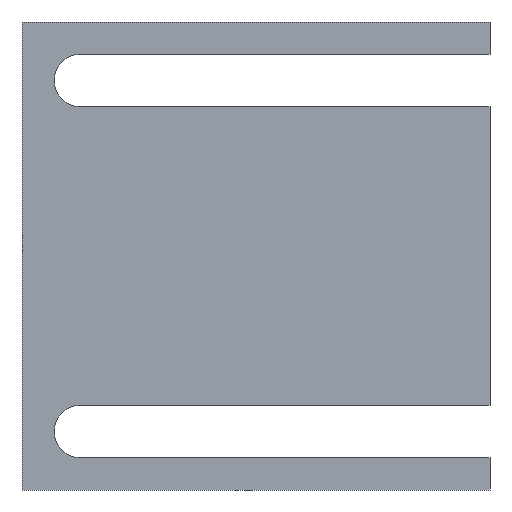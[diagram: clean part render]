
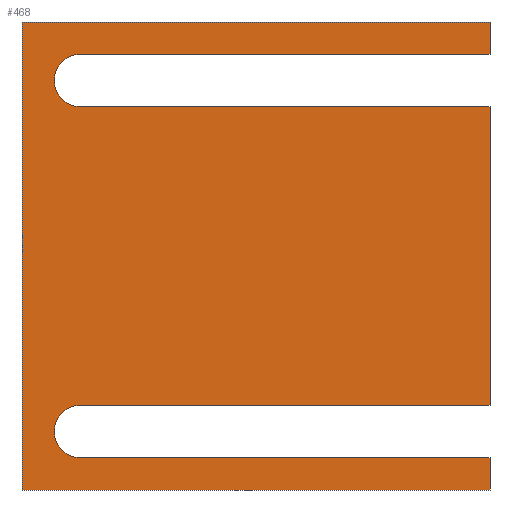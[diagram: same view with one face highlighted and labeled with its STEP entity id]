
A CAD part, left-side view. The second image highlights one B-rep face of the part: STEP entity #468.
In plain terms, the highlighted planar face has unit normal (-1, 0, 0).
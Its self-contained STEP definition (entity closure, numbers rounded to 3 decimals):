
#52 = ORIENTED_EDGE ( 'NONE', *, *, #415, .F. ) ;
#53 = ORIENTED_EDGE ( 'NONE', *, *, #414, .F. ) ;
#54 = ORIENTED_EDGE ( 'NONE', *, *, #412, .F. ) ;
#55 = ORIENTED_EDGE ( 'NONE', *, *, #410, .F. ) ;
#56 = ORIENTED_EDGE ( 'NONE', *, *, #408, .F. ) ;
#57 = ORIENTED_EDGE ( 'NONE', *, *, #400, .F. ) ;
#58 = ORIENTED_EDGE ( 'NONE', *, *, #405, .F. ) ;
#59 = ORIENTED_EDGE ( 'NONE', *, *, #404, .F. ) ;
#60 = ORIENTED_EDGE ( 'NONE', *, *, #402, .F. ) ;
#61 = ORIENTED_EDGE ( 'NONE', *, *, #393, .F. ) ;
#62 = ORIENTED_EDGE ( 'NONE', *, *, #397, .F. ) ;
#63 = ORIENTED_EDGE ( 'NONE', *, *, #416, .F. ) ;
#67 = EDGE_LOOP ( 'NONE', ( #52, #53, #54, #55, #56, #57, #58, #59, #60, #61, #62, #63 ) ) ;
#135 = CIRCLE ( 'NONE', #427, 9. ) ;
#140 = LINE ( 'NONE', #318, #141 ) ;
#141 = VECTOR ( 'NONE', #319, 1000. ) ;
#148 = CIRCLE ( 'NONE', #431, 9. ) ;
#149 = LINE ( 'NONE', #329, #150 ) ;
#150 = VECTOR ( 'NONE', #330, 1000. ) ;
#153 = LINE ( 'NONE', #333, #154 ) ;
#154 = VECTOR ( 'NONE', #334, 1000. ) ;
#155 = LINE ( 'NONE', #335, #156 ) ;
#156 = VECTOR ( 'NONE', #336, 1000. ) ;
#161 = LINE ( 'NONE', #341, #162 ) ;
#162 = VECTOR ( 'NONE', #342, 1000. ) ;
#165 = LINE ( 'NONE', #345, #166 ) ;
#166 = VECTOR ( 'NONE', #346, 1000. ) ;
#169 = LINE ( 'NONE', #349, #170 ) ;
#170 = VECTOR ( 'NONE', #350, 1000. ) ;
#173 = LINE ( 'NONE', #353, #174 ) ;
#174 = VECTOR ( 'NONE', #354, 1000. ) ;
#175 = LINE ( 'NONE', #355, #176 ) ;
#176 = VECTOR ( 'NONE', #356, 1000. ) ;
#177 = LINE ( 'NONE', #358, #178 ) ;
#178 = VECTOR ( 'NONE', #359, 1000. ) ;
#181 = FACE_OUTER_BOUND ( 'NONE', #67, .T. ) ;
#196 = VERTEX_POINT ( 'NONE', #254 ) ;
#197 = VERTEX_POINT ( 'NONE', #253 ) ;
#198 = VERTEX_POINT ( 'NONE', #262 ) ;
#199 = VERTEX_POINT ( 'NONE', #250 ) ;
#200 = VERTEX_POINT ( 'NONE', #263 ) ;
#201 = VERTEX_POINT ( 'NONE', #249 ) ;
#204 = VERTEX_POINT ( 'NONE', #261 ) ;
#219 = VERTEX_POINT ( 'NONE', #276 ) ;
#220 = VERTEX_POINT ( 'NONE', #277 ) ;
#221 = VERTEX_POINT ( 'NONE', #278 ) ;
#222 = VERTEX_POINT ( 'NONE', #279 ) ;
#223 = VERTEX_POINT ( 'NONE', #280 ) ;
#249 = CARTESIAN_POINT ( 'NONE',  ( 0., 140., 69. ) ) ;
#250 = CARTESIAN_POINT ( 'NONE',  ( 0., 0., 51. ) ) ;
#253 = CARTESIAN_POINT ( 'NONE',  ( 0., 140., -51. ) ) ;
#254 = CARTESIAN_POINT ( 'NONE',  ( 0., 140., -69. ) ) ;
#261 = CARTESIAN_POINT ( 'NONE',  ( 0., 0., 69. ) ) ;
#262 = CARTESIAN_POINT ( 'NONE',  ( 0., 0., -51. ) ) ;
#263 = CARTESIAN_POINT ( 'NONE',  ( 0., 140., 51. ) ) ;
#276 = CARTESIAN_POINT ( 'NONE',  ( 0., 0., -69. ) ) ;
#277 = CARTESIAN_POINT ( 'NONE',  ( 0., 0., -80. ) ) ;
#278 = CARTESIAN_POINT ( 'NONE',  ( 0., 160., -80. ) ) ;
#279 = CARTESIAN_POINT ( 'NONE',  ( 0., 160., 80. ) ) ;
#280 = CARTESIAN_POINT ( 'NONE',  ( 0., 0., 80. ) ) ;
#309 = CARTESIAN_POINT ( 'NONE',  ( 0., 140., 60. ) ) ;
#310 = DIRECTION ( 'NONE',  ( -1., 0., 0. ) ) ;
#311 = DIRECTION ( 'NONE',  ( 0., 0., 1. ) ) ;
#312 = CARTESIAN_POINT ( 'NONE',  ( 0., 140., -60. ) ) ;
#318 = CARTESIAN_POINT ( 'NONE',  ( 0., 0., 69. ) ) ;
#319 = DIRECTION ( 'NONE',  ( 0., 1., 0. ) ) ;
#325 = DIRECTION ( 'NONE',  ( -1., 0., 0. ) ) ;
#326 = DIRECTION ( 'NONE',  ( 0., 0., 1. ) ) ;
#329 = CARTESIAN_POINT ( 'NONE',  ( 0., 0., 51. ) ) ;
#330 = DIRECTION ( 'NONE',  ( 0., -1., 0. ) ) ;
#333 = CARTESIAN_POINT ( 'NONE',  ( 0., 0., 0. ) ) ;
#334 = DIRECTION ( 'NONE',  ( 0., 0., -1. ) ) ;
#335 = CARTESIAN_POINT ( 'NONE',  ( 0., 0., -51. ) ) ;
#336 = DIRECTION ( 'NONE',  ( 0., 1., 0. ) ) ;
#341 = CARTESIAN_POINT ( 'NONE',  ( 0., 0., -69. ) ) ;
#342 = DIRECTION ( 'NONE',  ( 0., -1., 0. ) ) ;
#345 = CARTESIAN_POINT ( 'NONE',  ( 0., 0., 0. ) ) ;
#346 = DIRECTION ( 'NONE',  ( 0., 0., -1. ) ) ;
#349 = CARTESIAN_POINT ( 'NONE',  ( 0., 0., -80. ) ) ;
#350 = DIRECTION ( 'NONE',  ( 0., 1., 0. ) ) ;
#353 = CARTESIAN_POINT ( 'NONE',  ( 0., 160., 0. ) ) ;
#354 = DIRECTION ( 'NONE',  ( 0., 0., 1. ) ) ;
#355 = CARTESIAN_POINT ( 'NONE',  ( 0., 0., 80. ) ) ;
#356 = DIRECTION ( 'NONE',  ( 0., -1., 0. ) ) ;
#358 = CARTESIAN_POINT ( 'NONE',  ( 0., 0., 0. ) ) ;
#359 = DIRECTION ( 'NONE',  ( 0., 0., -1. ) ) ;
#393 = EDGE_CURVE ( 'NONE', #201, #200, #135, .T. ) ;
#397 = EDGE_CURVE ( 'NONE', #204, #201, #140, .T. ) ;
#400 = EDGE_CURVE ( 'NONE', #197, #196, #148, .T. ) ;
#402 = EDGE_CURVE ( 'NONE', #200, #199, #149, .T. ) ;
#404 = EDGE_CURVE ( 'NONE', #199, #198, #153, .T. ) ;
#405 = EDGE_CURVE ( 'NONE', #198, #197, #155, .T. ) ;
#408 = EDGE_CURVE ( 'NONE', #196, #219, #161, .T. ) ;
#410 = EDGE_CURVE ( 'NONE', #219, #220, #165, .T. ) ;
#412 = EDGE_CURVE ( 'NONE', #220, #221, #169, .T. ) ;
#414 = EDGE_CURVE ( 'NONE', #221, #222, #173, .T. ) ;
#415 = EDGE_CURVE ( 'NONE', #222, #223, #175, .T. ) ;
#416 = EDGE_CURVE ( 'NONE', #223, #204, #177, .T. ) ;
#427 = AXIS2_PLACEMENT_3D ( 'NONE', #309, #310, #311 ) ;
#431 = AXIS2_PLACEMENT_3D ( 'NONE', #312, #325, #326 ) ;
#433 = AXIS2_PLACEMENT_3D ( 'NONE', #448, #446, #456 ) ;
#442 = PLANE ( 'NONE',  #433 ) ;
#446 = DIRECTION ( 'NONE',  ( 1., 0., 0. ) ) ;
#448 = CARTESIAN_POINT ( 'NONE',  ( 0., 0., 0. ) ) ;
#456 = DIRECTION ( 'NONE',  ( 0., 0., -1. ) ) ;
#468 = ADVANCED_FACE ( 'NONE', ( #181 ), #442, .F. ) ;
